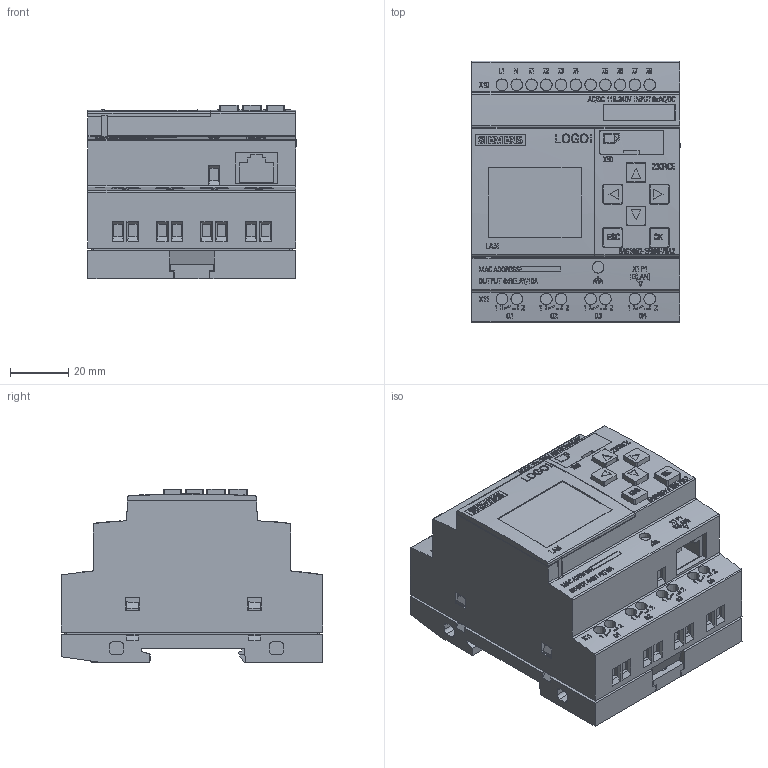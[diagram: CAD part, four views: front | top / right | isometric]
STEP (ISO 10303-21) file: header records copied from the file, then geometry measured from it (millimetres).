
FILE_DESCRIPTION(/* description */ (''),/* implementation_level */ '2;1');
FILE_NAME(/* name */ '6AG1052-1FB08-7BA2_3d.stp',/* time_stamp */ '2024-12-16T04:15:34+01:00',/* author */ (''),/* organization */ (''),/* preprocessor_version */ 'ST-DEVELOPER v18.102',/* originating_system */ 'SIEMENS PLM Software NX 2023',/* authorisation */ '');
FILE_SCHEMA (('AUTOMOTIVE_DESIGN { 1 0 10303 214 3 1 1 1 }'));
Products named in the file (4): A5E50382139A_RS-AA_002_1-Cover_connector; A5E54265781A_RS-AA_001_2-Labeling; A5E35129677A_RS-AA_004_2-Housing; A5E54265776A_RS-AA_001_3-CAx_6AG10521FB087BA2
Assembly tree (3 placements, depth 2):
  A5E54265776A_RS-AA_001_3-CAx_6AG10521FB087BA2
    A5E35129677A_RS-AA_004_2-Housing
    A5E54265781A_RS-AA_001_2-Labeling
    A5E50382139A_RS-AA_002_1-Cover_connector
Bounding box: 71.6 x 90 x 59.8 mm (x, y, z)
Volume: 294153 mm3; surface area: 40799.6 mm2
Topology: 164 solids, 164 shells, 2754 faces, 6900 edges, 4569 vertices
Faces by surface type: plane 1804, extrusion 548, cylinder 402
Full cylindrical faces by diameter (mm): 4.3 x2, 5.1 x1
Entity records: 125811 total; most frequent: CARTESIAN_POINT 41580, ORIENTED_EDGE 13788, DIRECTION 12134, EDGE_CURVE 6894, VERTEX_POINT 4566, VECTOR 4556, LINE 4008, AXIS2_PLACEMENT_3D 3789
